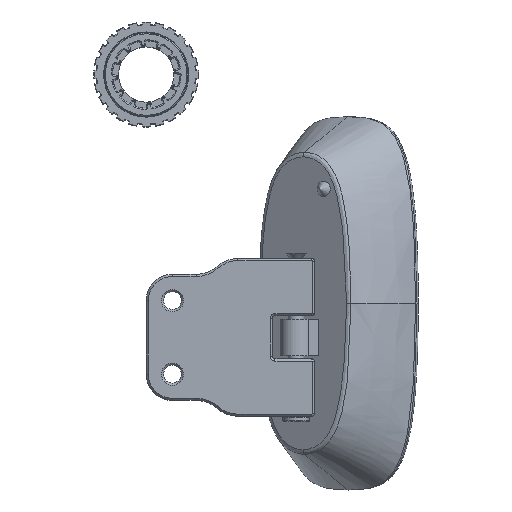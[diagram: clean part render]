
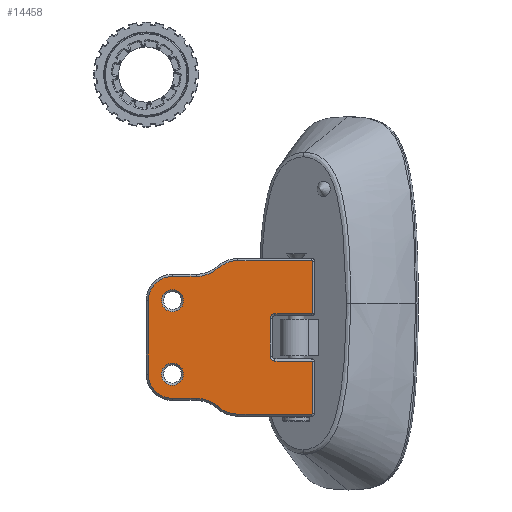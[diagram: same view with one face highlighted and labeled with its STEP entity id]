
A CAD part, top view. The second image highlights one B-rep face of the part: STEP entity #14458.
In plain terms, the highlighted planar face has unit normal (0, 0, 1).
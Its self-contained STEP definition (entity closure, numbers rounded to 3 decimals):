
#1118=FACE_BOUND('',#2353,.T.);
#1119=FACE_BOUND('',#2354,.T.);
#1159=PLANE('',#15492);
#1372=FACE_OUTER_BOUND('',#2352,.T.);
#2352=EDGE_LOOP('',(#9803,#9804,#9805,#9806,#9807,#9808,#9809,#9810,#9811,
#9812,#9813,#9814,#9815,#9816,#9817,#9818,#9819,#9820,#9821,#9822,#9823,
#9824));
#2353=EDGE_LOOP('',(#9825));
#2354=EDGE_LOOP('',(#9826));
#3373=LINE('',#22341,#4235);
#3374=LINE('',#22345,#4236);
#3375=LINE('',#22351,#4237);
#3376=LINE('',#22355,#4238);
#3377=LINE('',#22359,#4239);
#3378=LINE('',#22365,#4240);
#3379=LINE('',#22369,#4241);
#3380=LINE('',#22373,#4242);
#3381=LINE('',#22377,#4243);
#3382=LINE('',#22380,#4244);
#4235=VECTOR('',#17495,10.);
#4236=VECTOR('',#17498,10.);
#4237=VECTOR('',#17503,10.);
#4238=VECTOR('',#17506,10.);
#4239=VECTOR('',#17509,10.);
#4240=VECTOR('',#17514,10.);
#4241=VECTOR('',#17517,10.);
#4242=VECTOR('',#17520,10.);
#4243=VECTOR('',#17523,10.);
#4244=VECTOR('',#17526,10.);
#5096=CIRCLE('',#15490,2.1);
#5098=CIRCLE('',#15493,0.1);
#5099=CIRCLE('',#15494,0.1);
#5100=CIRCLE('',#15495,5.6);
#5101=CIRCLE('',#15496,6.4);
#5102=CIRCLE('',#15497,4.6);
#5103=CIRCLE('',#15498,4.6);
#5104=CIRCLE('',#15499,6.4);
#5105=CIRCLE('',#15500,5.6);
#5106=CIRCLE('',#15501,0.1);
#5107=CIRCLE('',#15502,0.1);
#5108=CIRCLE('',#15503,0.9);
#5109=CIRCLE('',#15504,0.9);
#5110=CIRCLE('',#15505,2.1);
#6158=VERTEX_POINT('',#22331);
#6160=VERTEX_POINT('',#22337);
#6161=VERTEX_POINT('',#22338);
#6162=VERTEX_POINT('',#22340);
#6163=VERTEX_POINT('',#22342);
#6164=VERTEX_POINT('',#22344);
#6165=VERTEX_POINT('',#22346);
#6166=VERTEX_POINT('',#22348);
#6167=VERTEX_POINT('',#22350);
#6168=VERTEX_POINT('',#22352);
#6169=VERTEX_POINT('',#22354);
#6170=VERTEX_POINT('',#22356);
#6171=VERTEX_POINT('',#22358);
#6172=VERTEX_POINT('',#22360);
#6173=VERTEX_POINT('',#22362);
#6174=VERTEX_POINT('',#22364);
#6175=VERTEX_POINT('',#22366);
#6176=VERTEX_POINT('',#22368);
#6177=VERTEX_POINT('',#22370);
#6178=VERTEX_POINT('',#22372);
#6179=VERTEX_POINT('',#22374);
#6180=VERTEX_POINT('',#22376);
#6181=VERTEX_POINT('',#22378);
#6182=VERTEX_POINT('',#22381);
#7508=EDGE_CURVE('',#6158,#6158,#5096,.T.);
#7511=EDGE_CURVE('',#6160,#6161,#5098,.T.);
#7512=EDGE_CURVE('',#6162,#6160,#3373,.T.);
#7513=EDGE_CURVE('',#6163,#6162,#5099,.T.);
#7514=EDGE_CURVE('',#6164,#6163,#3374,.T.);
#7515=EDGE_CURVE('',#6165,#6164,#5100,.T.);
#7516=EDGE_CURVE('',#6166,#6165,#5101,.T.);
#7517=EDGE_CURVE('',#6167,#6166,#3375,.T.);
#7518=EDGE_CURVE('',#6168,#6167,#5102,.T.);
#7519=EDGE_CURVE('',#6169,#6168,#3376,.T.);
#7520=EDGE_CURVE('',#6170,#6169,#5103,.T.);
#7521=EDGE_CURVE('',#6171,#6170,#3377,.T.);
#7522=EDGE_CURVE('',#6172,#6171,#5104,.T.);
#7523=EDGE_CURVE('',#6173,#6172,#5105,.T.);
#7524=EDGE_CURVE('',#6174,#6173,#3378,.T.);
#7525=EDGE_CURVE('',#6175,#6174,#5106,.T.);
#7526=EDGE_CURVE('',#6176,#6175,#3379,.T.);
#7527=EDGE_CURVE('',#6177,#6176,#5107,.T.);
#7528=EDGE_CURVE('',#6178,#6177,#3380,.T.);
#7529=EDGE_CURVE('',#6179,#6178,#5108,.T.);
#7530=EDGE_CURVE('',#6180,#6179,#3381,.T.);
#7531=EDGE_CURVE('',#6181,#6180,#5109,.T.);
#7532=EDGE_CURVE('',#6161,#6181,#3382,.T.);
#7533=EDGE_CURVE('',#6182,#6182,#5110,.T.);
#9803=ORIENTED_EDGE('',*,*,#7511,.F.);
#9804=ORIENTED_EDGE('',*,*,#7512,.F.);
#9805=ORIENTED_EDGE('',*,*,#7513,.F.);
#9806=ORIENTED_EDGE('',*,*,#7514,.F.);
#9807=ORIENTED_EDGE('',*,*,#7515,.F.);
#9808=ORIENTED_EDGE('',*,*,#7516,.F.);
#9809=ORIENTED_EDGE('',*,*,#7517,.F.);
#9810=ORIENTED_EDGE('',*,*,#7518,.F.);
#9811=ORIENTED_EDGE('',*,*,#7519,.F.);
#9812=ORIENTED_EDGE('',*,*,#7520,.F.);
#9813=ORIENTED_EDGE('',*,*,#7521,.F.);
#9814=ORIENTED_EDGE('',*,*,#7522,.F.);
#9815=ORIENTED_EDGE('',*,*,#7523,.F.);
#9816=ORIENTED_EDGE('',*,*,#7524,.F.);
#9817=ORIENTED_EDGE('',*,*,#7525,.F.);
#9818=ORIENTED_EDGE('',*,*,#7526,.F.);
#9819=ORIENTED_EDGE('',*,*,#7527,.F.);
#9820=ORIENTED_EDGE('',*,*,#7528,.F.);
#9821=ORIENTED_EDGE('',*,*,#7529,.F.);
#9822=ORIENTED_EDGE('',*,*,#7530,.F.);
#9823=ORIENTED_EDGE('',*,*,#7531,.F.);
#9824=ORIENTED_EDGE('',*,*,#7532,.F.);
#9825=ORIENTED_EDGE('',*,*,#7533,.F.);
#9826=ORIENTED_EDGE('',*,*,#7508,.F.);
#14458=ADVANCED_FACE('',(#1372,#1118,#1119),#1159,.T.);
#15490=AXIS2_PLACEMENT_3D('',#22332,#17486,#17487);
#15492=AXIS2_PLACEMENT_3D('',#22336,#17491,#17492);
#15493=AXIS2_PLACEMENT_3D('',#22339,#17493,#17494);
#15494=AXIS2_PLACEMENT_3D('',#22343,#17496,#17497);
#15495=AXIS2_PLACEMENT_3D('',#22347,#17499,#17500);
#15496=AXIS2_PLACEMENT_3D('',#22349,#17501,#17502);
#15497=AXIS2_PLACEMENT_3D('',#22353,#17504,#17505);
#15498=AXIS2_PLACEMENT_3D('',#22357,#17507,#17508);
#15499=AXIS2_PLACEMENT_3D('',#22361,#17510,#17511);
#15500=AXIS2_PLACEMENT_3D('',#22363,#17512,#17513);
#15501=AXIS2_PLACEMENT_3D('',#22367,#17515,#17516);
#15502=AXIS2_PLACEMENT_3D('',#22371,#17518,#17519);
#15503=AXIS2_PLACEMENT_3D('',#22375,#17521,#17522);
#15504=AXIS2_PLACEMENT_3D('',#22379,#17524,#17525);
#15505=AXIS2_PLACEMENT_3D('',#22382,#17527,#17528);
#17486=DIRECTION('center_axis',(0.,0.,1.));
#17487=DIRECTION('ref_axis',(-1.,0.,0.));
#17491=DIRECTION('center_axis',(0.,0.,1.));
#17492=DIRECTION('ref_axis',(1.,0.,0.));
#17493=DIRECTION('center_axis',(0.,0.,-1.));
#17494=DIRECTION('ref_axis',(0.707,-0.707,0.));
#17495=DIRECTION('',(0.,-1.,0.));
#17496=DIRECTION('center_axis',(0.,0.,-1.));
#17497=DIRECTION('ref_axis',(0.707,0.707,0.));
#17498=DIRECTION('',(1.,0.,0.));
#17499=DIRECTION('center_axis',(0.,0.,-1.));
#17500=DIRECTION('ref_axis',(0.,1.,0.));
#17501=DIRECTION('center_axis',(0.,0.,1.));
#17502=DIRECTION('ref_axis',(0.383,-0.924,0.));
#17503=DIRECTION('',(1.,0.,0.));
#17504=DIRECTION('center_axis',(0.,0.,-1.));
#17505=DIRECTION('ref_axis',(-0.707,0.707,0.));
#17506=DIRECTION('',(0.,1.,0.));
#17507=DIRECTION('center_axis',(0.,0.,-1.));
#17508=DIRECTION('ref_axis',(-0.707,-0.707,0.));
#17509=DIRECTION('',(-1.,0.,0.));
#17510=DIRECTION('center_axis',(0.,0.,1.));
#17511=DIRECTION('ref_axis',(0.383,0.924,0.));
#17512=DIRECTION('center_axis',(0.,0.,-1.));
#17513=DIRECTION('ref_axis',(0.,-1.,0.));
#17514=DIRECTION('',(-1.,0.,0.));
#17515=DIRECTION('center_axis',(0.,0.,-1.));
#17516=DIRECTION('ref_axis',(0.707,-0.707,0.));
#17517=DIRECTION('',(0.,-1.,0.));
#17518=DIRECTION('center_axis',(0.,0.,-1.));
#17519=DIRECTION('ref_axis',(0.707,0.707,0.));
#17520=DIRECTION('',(1.,0.,0.));
#17521=DIRECTION('center_axis',(0.,0.,1.));
#17522=DIRECTION('ref_axis',(-0.707,-0.707,0.));
#17523=DIRECTION('',(0.,-1.,0.));
#17524=DIRECTION('center_axis',(0.,0.,1.));
#17525=DIRECTION('ref_axis',(-0.707,0.707,0.));
#17526=DIRECTION('',(-1.,0.,0.));
#17527=DIRECTION('center_axis',(0.,0.,1.));
#17528=DIRECTION('ref_axis',(-1.,0.,0.));
#22331=CARTESIAN_POINT('',(7.1,-7.,0.));
#22332=CARTESIAN_POINT('Origin',(5.,-7.,0.));
#22336=CARTESIAN_POINT('Origin',(0.,0.,0.));
#22337=CARTESIAN_POINT('',(31.6,4.6,0.));
#22338=CARTESIAN_POINT('',(31.5,4.5,0.));
#22339=CARTESIAN_POINT('Origin',(31.5,4.6,0.));
#22340=CARTESIAN_POINT('',(31.6,14.5,0.));
#22341=CARTESIAN_POINT('',(31.6,0.,0.));
#22342=CARTESIAN_POINT('',(31.5,14.6,0.));
#22343=CARTESIAN_POINT('Origin',(31.5,14.5,0.));
#22344=CARTESIAN_POINT('',(17.452,14.6,0.));
#22345=CARTESIAN_POINT('',(8.,14.6,0.));
#22346=CARTESIAN_POINT('',(13.748,13.2,0.));
#22347=CARTESIAN_POINT('Origin',(17.452,9.,0.));
#22348=CARTESIAN_POINT('',(9.515,11.6,0.));
#22349=CARTESIAN_POINT('Origin',(9.515,18.,0.));
#22350=CARTESIAN_POINT('',(5.,11.6,0.));
#22351=CARTESIAN_POINT('',(6.,11.6,0.));
#22352=CARTESIAN_POINT('',(0.4,7.,0.));
#22353=CARTESIAN_POINT('Origin',(5.,7.,0.));
#22354=CARTESIAN_POINT('',(0.4,-7.,0.));
#22355=CARTESIAN_POINT('',(0.4,0.,0.));
#22356=CARTESIAN_POINT('',(5.,-11.6,0.));
#22357=CARTESIAN_POINT('Origin',(5.,-7.,0.));
#22358=CARTESIAN_POINT('',(9.515,-11.6,0.));
#22359=CARTESIAN_POINT('',(0.,-11.6,0.));
#22360=CARTESIAN_POINT('',(13.748,-13.2,0.));
#22361=CARTESIAN_POINT('Origin',(9.515,-18.,0.));
#22362=CARTESIAN_POINT('',(17.452,-14.6,0.));
#22363=CARTESIAN_POINT('Origin',(17.452,-9.,0.));
#22364=CARTESIAN_POINT('',(31.5,-14.6,0.));
#22365=CARTESIAN_POINT('',(8.,-14.6,0.));
#22366=CARTESIAN_POINT('',(31.6,-14.5,0.));
#22367=CARTESIAN_POINT('Origin',(31.5,-14.5,0.));
#22368=CARTESIAN_POINT('',(31.6,-4.6,0.));
#22369=CARTESIAN_POINT('',(31.6,0.,0.));
#22370=CARTESIAN_POINT('',(31.5,-4.5,0.));
#22371=CARTESIAN_POINT('Origin',(31.5,-4.6,0.));
#22372=CARTESIAN_POINT('',(24.5,-4.5,0.));
#22373=CARTESIAN_POINT('',(16.,-4.5,0.));
#22374=CARTESIAN_POINT('',(23.6,-3.6,0.));
#22375=CARTESIAN_POINT('Origin',(24.5,-3.6,0.));
#22376=CARTESIAN_POINT('',(23.6,3.6,0.));
#22377=CARTESIAN_POINT('',(23.6,-2.05,0.));
#22378=CARTESIAN_POINT('',(24.5,4.5,0.));
#22379=CARTESIAN_POINT('Origin',(24.5,3.6,0.));
#22380=CARTESIAN_POINT('',(12.,4.5,0.));
#22381=CARTESIAN_POINT('',(7.1,7.,0.));
#22382=CARTESIAN_POINT('Origin',(5.,7.,0.));
